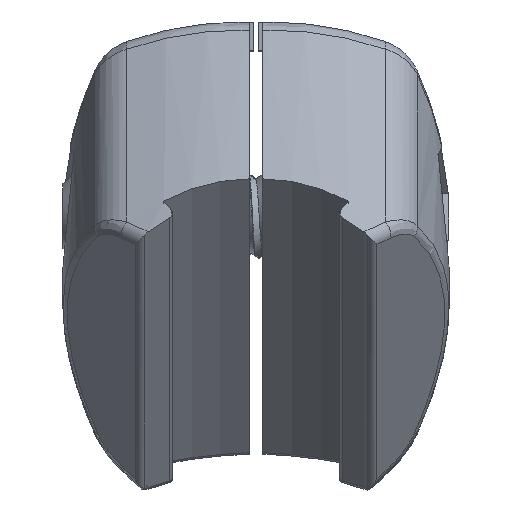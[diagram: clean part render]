
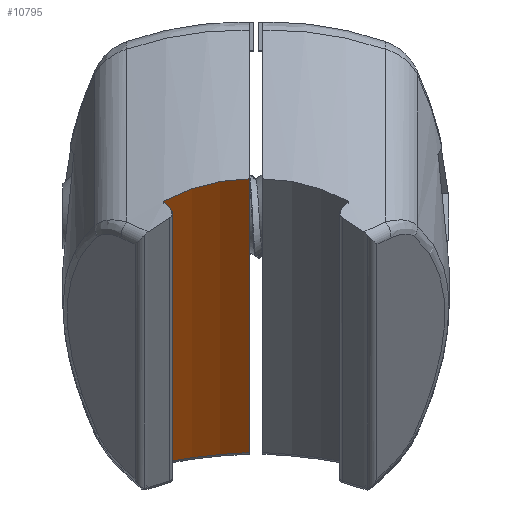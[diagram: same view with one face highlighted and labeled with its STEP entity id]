
A CAD part, top view. The second image highlights one B-rep face of the part: STEP entity #10795.
In plain terms, the highlighted cylindrical face has radius 14.2 mm (diameter 28.4 mm), a partial arc.
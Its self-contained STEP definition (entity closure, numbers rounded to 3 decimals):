
#151 = ORIENTED_EDGE ( 'NONE', *, *, #12664, .T. ) ;
#887 = CARTESIAN_POINT ( 'NONE',  ( -0.5, 2.625, 52.697 ) ) ;
#1713 = CARTESIAN_POINT ( 'NONE',  ( -6.694, 0.999, 53.43 ) ) ;
#2244 = LINE ( 'NONE', #32260, #16542 ) ;
#3051 = CARTESIAN_POINT ( 'NONE',  ( -2.329, 2.481, 52.809 ) ) ;
#3087 = VERTEX_POINT ( 'NONE', #8287 ) ;
#3632 = CARTESIAN_POINT ( 'NONE',  ( -4.646, -17.566, 33.595 ) ) ;
#3782 = VECTOR ( 'NONE', #21961, 1000. ) ;
#3890 = DIRECTION ( 'NONE',  ( 0., 0.707, -0.707 ) ) ;
#4267 = VERTEX_POINT ( 'NONE', #32834 ) ;
#5820 = CARTESIAN_POINT ( 'NONE',  ( -3.696, -17.445, 33.307 ) ) ;
#6003 = CARTESIAN_POINT ( 'NONE',  ( -3.854, -17.463, 33.349 ) ) ;
#6642 = CARTESIAN_POINT ( 'NONE',  ( 0., -52.326, 17.815 ) ) ;
#7673 = CARTESIAN_POINT ( 'NONE',  ( -0.5, 2.625, 52.697 ) ) ;
#8059 = ORIENTED_EDGE ( 'NONE', *, *, #12318, .F. ) ;
#8287 = CARTESIAN_POINT ( 'NONE',  ( -6.694, -17.93, 34.501 ) ) ;
#8723 = CARTESIAN_POINT ( 'NONE',  ( -3.603, 2.217, 52.934 ) ) ;
#8839 = FACE_OUTER_BOUND ( 'NONE', #13840, .T. ) ;
#8906 = CARTESIAN_POINT ( 'NONE',  ( -3.178, 2.32, 52.888 ) ) ;
#9058 = B_SPLINE_CURVE_WITH_KNOTS ( 'NONE', 3,
 ( #31466, #25823, #22523, #11454, #3632, #19804, #19996, #6003, #28384, #5820, #11983, #23073, #17077, #31111 ),
 .UNSPECIFIED., .F., .F.,
 ( 4, 2, 2, 1, 1, 2, 2, 4 ),
 ( 0., 0.25, 0.375, 0.438, 0.469, 0.484, 0.5, 1. ),
 .UNSPECIFIED. ) ;
#9842 = EDGE_CURVE ( 'NONE', #3087, #4267, #9058, .T. ) ;
#10065 = AXIS2_PLACEMENT_3D ( 'NONE', #6642, #17690, #3890 ) ;
#10569 = ORIENTED_EDGE ( 'NONE', *, *, #9842, .T. ) ;
#10795 = ADVANCED_FACE ( 'NONE', ( #8839 ), #19898, .F. ) ;
#11058 = LINE ( 'NONE', #32717, #3782 ) ;
#11454 = CARTESIAN_POINT ( 'NONE',  ( -4.902, -17.604, 33.686 ) ) ;
#11983 = CARTESIAN_POINT ( 'NONE',  ( -3.666, -17.441, 33.299 ) ) ;
#12318 = EDGE_CURVE ( 'NONE', #3087, #12683, #11058, .T. ) ;
#12664 = EDGE_CURVE ( 'NONE', #4267, #27059, #2244, .T. ) ;
#12683 = VERTEX_POINT ( 'NONE', #1713 ) ;
#12710 = ORIENTED_EDGE ( 'NONE', *, *, #20060, .T. ) ;
#13840 = EDGE_LOOP ( 'NONE', ( #151, #12710, #8059, #10569 ) ) ;
#16542 = VECTOR ( 'NONE', #32808, 1000. ) ;
#17077 = CARTESIAN_POINT ( 'NONE',  ( -1.539, -17.24, 32.884 ) ) ;
#17416 = CARTESIAN_POINT ( 'NONE',  ( -2.983, 2.362, 52.868 ) ) ;
#17585 = CARTESIAN_POINT ( 'NONE',  ( -3.569, 2.226, 52.93 ) ) ;
#17690 = DIRECTION ( 'NONE',  ( 0., 0.707, 0.707 ) ) ;
#19774 = CARTESIAN_POINT ( 'NONE',  ( -5.674, 1.551, 53.21 ) ) ;
#19804 = CARTESIAN_POINT ( 'NONE',  ( -4.265, -17.515, 33.471 ) ) ;
#19898 = CYLINDRICAL_SURFACE ( 'NONE', #10065, 14.2 ) ;
#19996 = CARTESIAN_POINT ( 'NONE',  ( -4.075, -17.49, 33.412 ) ) ;
#20060 = EDGE_CURVE ( 'NONE', #27059, #12683, #25813, .T. ) ;
#20146 = CARTESIAN_POINT ( 'NONE',  ( -3.504, 2.242, 52.923 ) ) ;
#21961 = DIRECTION ( 'NONE',  ( 0., 0.707, 0.707 ) ) ;
#22523 = CARTESIAN_POINT ( 'NONE',  ( -5.67, -17.726, 33.987 ) ) ;
#22683 = CARTESIAN_POINT ( 'NONE',  ( -1.02, 2.621, 52.719 ) ) ;
#23073 = CARTESIAN_POINT ( 'NONE',  ( -2.593, -17.318, 33.02 ) ) ;
#25618 = CARTESIAN_POINT ( 'NONE',  ( -4.639, 1.948, 53.053 ) ) ;
#25795 = CARTESIAN_POINT ( 'NONE',  ( -2.59, 2.438, 52.831 ) ) ;
#25813 = B_SPLINE_CURVE_WITH_KNOTS ( 'NONE', 3,
 ( #887, #22683, #31434, #3051, #25795, #17416, #8906, #28154, #20146, #17585, #8723, #25618, #19774, #31075 ),
 .UNSPECIFIED., .F., .F.,
 ( 4, 2, 2, 1, 1, 2, 2, 4 ),
 ( 0., 0.25, 0.375, 0.438, 0.469, 0.484, 0.5, 1. ),
 .UNSPECIFIED. ) ;
#25823 = CARTESIAN_POINT ( 'NONE',  ( -6.184, -17.82, 34.225 ) ) ;
#27059 = VERTEX_POINT ( 'NONE', #7673 ) ;
#28154 = CARTESIAN_POINT ( 'NONE',  ( -3.407, 2.267, 52.912 ) ) ;
#28384 = CARTESIAN_POINT ( 'NONE',  ( -3.759, -17.452, 33.324 ) ) ;
#31075 = CARTESIAN_POINT ( 'NONE',  ( -6.694, 0.999, 53.43 ) ) ;
#31111 = CARTESIAN_POINT ( 'NONE',  ( -0.5, -17.197, 32.875 ) ) ;
#31434 = CARTESIAN_POINT ( 'NONE',  ( -1.543, 2.585, 52.749 ) ) ;
#31466 = CARTESIAN_POINT ( 'NONE',  ( -6.694, -17.93, 34.501 ) ) ;
#32260 = CARTESIAN_POINT ( 'NONE',  ( -0.5, -17.197, 32.875 ) ) ;
#32717 = CARTESIAN_POINT ( 'NONE',  ( -6.694, -17.93, 34.501 ) ) ;
#32808 = DIRECTION ( 'NONE',  ( 0., 0.707, 0.707 ) ) ;
#32834 = CARTESIAN_POINT ( 'NONE',  ( -0.5, -17.197, 32.875 ) ) ;
